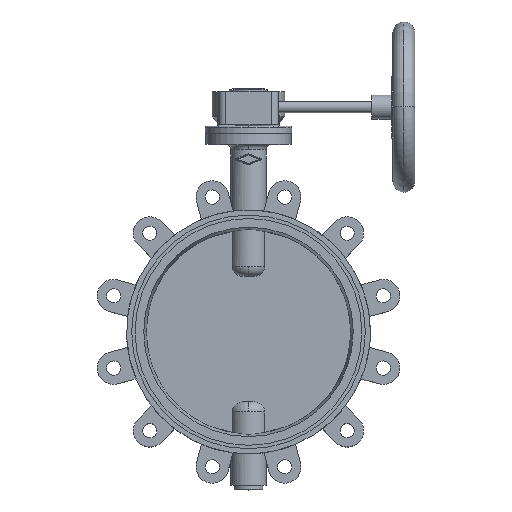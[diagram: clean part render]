
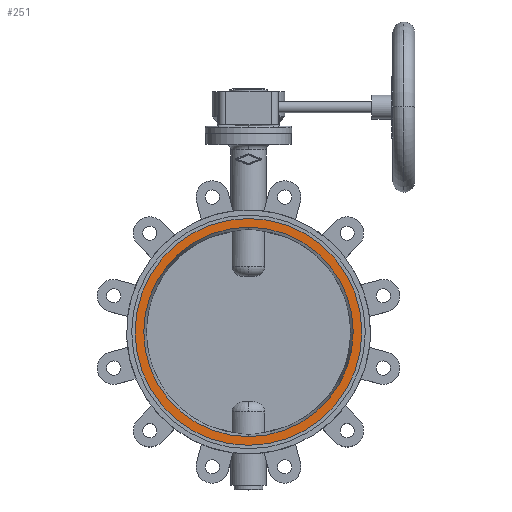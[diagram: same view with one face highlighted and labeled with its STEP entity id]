
A CAD part, top view. The second image highlights one B-rep face of the part: STEP entity #251.
In plain terms, the highlighted planar face has unit normal (0, 0, 1).
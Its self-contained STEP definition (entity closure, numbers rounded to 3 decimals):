
#251 = ADVANCED_FACE( '', ( #741, #742 ), #743, .T. );
#741 = FACE_BOUND( '', #1442, .T. );
#742 = FACE_OUTER_BOUND( '', #1443, .T. );
#743 = PLANE( '', #1444 );
#1442 = EDGE_LOOP( '', ( #2926, #2927 ) );
#1443 = EDGE_LOOP( '', ( #2928, #2929 ) );
#1444 = AXIS2_PLACEMENT_3D( '', #2930, #2931, #2932 );
#2926 = ORIENTED_EDGE( '', *, *, #5029, .F. );
#2927 = ORIENTED_EDGE( '', *, *, #4694, .F. );
#2928 = ORIENTED_EDGE( '', *, *, #5028, .T. );
#2929 = ORIENTED_EDGE( '', *, *, #4696, .T. );
#2930 = CARTESIAN_POINT( '', ( 0., 160.132, -1. ) );
#2931 = DIRECTION( '', ( 0., 0., 1. ) );
#2932 = DIRECTION( '', ( 0., 1., 0. ) );
#4694 = EDGE_CURVE( '', #5684, #5676, #5686, .T. );
#4696 = EDGE_CURVE( '', #5690, #5687, #5691, .T. );
#5028 = EDGE_CURVE( '', #5687, #5690, #6238, .T. );
#5029 = EDGE_CURVE( '', #5676, #5684, #6239, .T. );
#5676 = VERTEX_POINT( '', #7284 );
#5684 = VERTEX_POINT( '', #7327 );
#5686 = CIRCLE( '', #7330, 153.765 );
#5687 = VERTEX_POINT( '', #7331 );
#5690 = VERTEX_POINT( '', #7335 );
#5691 = CIRCLE( '', #7336, 166.5 );
#6238 = CIRCLE( '', #8997, 166.5 );
#6239 = CIRCLE( '', #8998, 153.765 );
#7284 = CARTESIAN_POINT( '', ( 0., 153.765, -1. ) );
#7327 = CARTESIAN_POINT( '', ( 0., -153.765, -1. ) );
#7330 = AXIS2_PLACEMENT_3D( '', #10684, #10685, #10686 );
#7331 = CARTESIAN_POINT( '', ( 0., 166.5, -1. ) );
#7335 = CARTESIAN_POINT( '', ( 0., -166.5, -1. ) );
#7336 = AXIS2_PLACEMENT_3D( '', #10688, #10689, #10690 );
#8997 = AXIS2_PLACEMENT_3D( '', #11276, #11277, #11278 );
#8998 = AXIS2_PLACEMENT_3D( '', #11279, #11280, #11281 );
#10684 = CARTESIAN_POINT( '', ( 0., 0., -1. ) );
#10685 = DIRECTION( '', ( 0., 0., 1. ) );
#10686 = DIRECTION( '', ( 0., 1., 0. ) );
#10688 = CARTESIAN_POINT( '', ( 0., 0., -1. ) );
#10689 = DIRECTION( '', ( 0., 0., 1. ) );
#10690 = DIRECTION( '', ( 0., 1., 0. ) );
#11276 = CARTESIAN_POINT( '', ( 0., 0., -1. ) );
#11277 = DIRECTION( '', ( 0., 0., 1. ) );
#11278 = DIRECTION( '', ( 0., 1., 0. ) );
#11279 = CARTESIAN_POINT( '', ( 0., 0., -1. ) );
#11280 = DIRECTION( '', ( 0., 0., 1. ) );
#11281 = DIRECTION( '', ( 0., 1., 0. ) );
